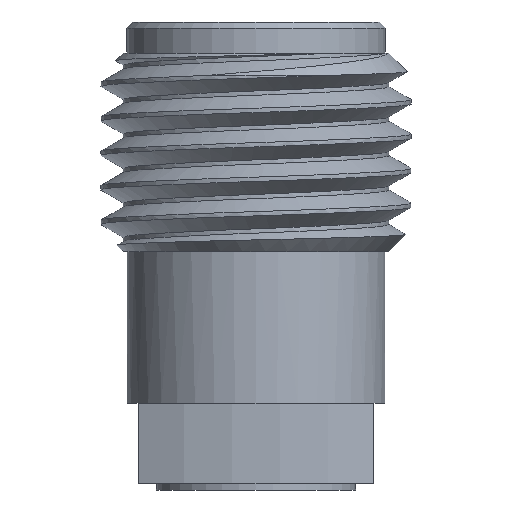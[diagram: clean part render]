
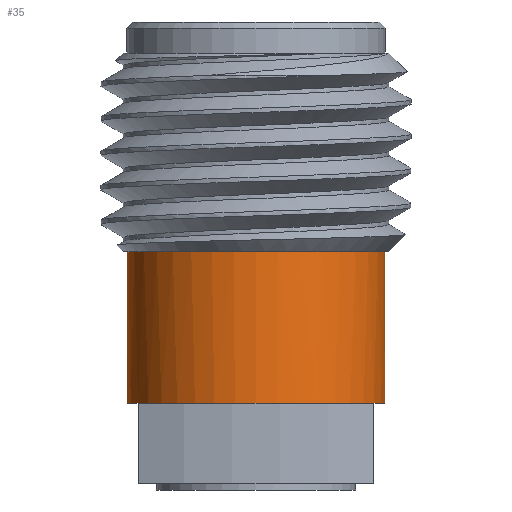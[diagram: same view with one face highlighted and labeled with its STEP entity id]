
A CAD part, front view. The second image highlights one B-rep face of the part: STEP entity #35.
In plain terms, the highlighted cylindrical face has radius 2.65 mm (diameter 5.3 mm), a full revolution.
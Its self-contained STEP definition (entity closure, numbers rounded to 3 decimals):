
#35 = ADVANCED_FACE ( 'NONE', ( #2027, #129 ), #2961, .T. ) ;
#38 = CARTESIAN_POINT ( 'NONE',  ( -2.415, -1.091, 0. ) ) ;
#58 = CARTESIAN_POINT ( 'NONE',  ( 0., 0., 0. ) ) ;
#72 = CARTESIAN_POINT ( 'NONE',  ( 2.415, 1.091, 0. ) ) ;
#92 = CARTESIAN_POINT ( 'NONE',  ( 0., 0., 0. ) ) ;
#129 = FACE_OUTER_BOUND ( 'NONE', #1440, .T. ) ;
#171 = CARTESIAN_POINT ( 'NONE',  ( 0., 0., 7.8 ) ) ;
#222 = DIRECTION ( 'NONE',  ( 0., -1., 0. ) ) ;
#248 = CARTESIAN_POINT ( 'NONE',  ( 0., -2.65, 3.101 ) ) ;
#270 = ORIENTED_EDGE ( 'NONE', *, *, #1494, .T. ) ;
#339 = AXIS2_PLACEMENT_3D ( 'NONE', #58, #741, #1185 ) ;
#386 = CIRCLE ( 'NONE', #3026, 2.65 ) ;
#449 = CARTESIAN_POINT ( 'NONE',  ( 0., 0., 0. ) ) ;
#485 = CARTESIAN_POINT ( 'NONE',  ( 0., 0., 0. ) ) ;
#558 = DIRECTION ( 'NONE',  ( 0., -1., 0. ) ) ;
#571 = ORIENTED_EDGE ( 'NONE', *, *, #1558, .T. ) ;
#587 = DIRECTION ( 'NONE',  ( 0., 0., 1. ) ) ;
#602 = DIRECTION ( 'NONE',  ( 0., -1., 0. ) ) ;
#725 = ORIENTED_EDGE ( 'NONE', *, *, #2517, .T. ) ;
#738 = VERTEX_POINT ( 'NONE', #2177 ) ;
#741 = DIRECTION ( 'NONE',  ( 0., 0., 1. ) ) ;
#764 = CARTESIAN_POINT ( 'NONE',  ( -2.415, 1.091, 0. ) ) ;
#816 = AXIS2_PLACEMENT_3D ( 'NONE', #449, #2326, #2394 ) ;
#916 = VERTEX_POINT ( 'NONE', #38 ) ;
#970 = CIRCLE ( 'NONE', #2588, 2.65 ) ;
#1165 = VERTEX_POINT ( 'NONE', #764 ) ;
#1185 = DIRECTION ( 'NONE',  ( 0., -1., 0. ) ) ;
#1293 = CARTESIAN_POINT ( 'NONE',  ( 0., 0., 3.101 ) ) ;
#1382 = ORIENTED_EDGE ( 'NONE', *, *, #1712, .F. ) ;
#1440 = EDGE_LOOP ( 'NONE', ( #725, #270, #1894, #571 ) ) ;
#1476 = DIRECTION ( 'NONE',  ( 0., 0., 1. ) ) ;
#1494 = EDGE_CURVE ( 'NONE', #1596, #1165, #2594, .T. ) ;
#1558 = EDGE_CURVE ( 'NONE', #916, #738, #386, .T. ) ;
#1596 = VERTEX_POINT ( 'NONE', #72 ) ;
#1649 = CIRCLE ( 'NONE', #816, 2.65 ) ;
#1712 = EDGE_CURVE ( 'NONE', #2352, #2352, #970, .T. ) ;
#1894 = ORIENTED_EDGE ( 'NONE', *, *, #2480, .T. ) ;
#2027 = FACE_OUTER_BOUND ( 'NONE', #2483, .T. ) ;
#2177 = CARTESIAN_POINT ( 'NONE',  ( 2.415, -1.091, 0. ) ) ;
#2326 = DIRECTION ( 'NONE',  ( 0., 0., 1. ) ) ;
#2352 = VERTEX_POINT ( 'NONE', #248 ) ;
#2394 = DIRECTION ( 'NONE',  ( 0., -1., 0. ) ) ;
#2403 = DIRECTION ( 'NONE',  ( 0., -1., 0. ) ) ;
#2437 = AXIS2_PLACEMENT_3D ( 'NONE', #92, #1476, #222 ) ;
#2480 = EDGE_CURVE ( 'NONE', #1165, #916, #2880, .T. ) ;
#2483 = EDGE_LOOP ( 'NONE', ( #1382 ) ) ;
#2517 = EDGE_CURVE ( 'NONE', #738, #1596, #1649, .T. ) ;
#2588 = AXIS2_PLACEMENT_3D ( 'NONE', #1293, #2710, #558 ) ;
#2594 = CIRCLE ( 'NONE', #339, 2.65 ) ;
#2603 = AXIS2_PLACEMENT_3D ( 'NONE', #171, #587, #602 ) ;
#2710 = DIRECTION ( 'NONE',  ( 0., 0., 1. ) ) ;
#2818 = DIRECTION ( 'NONE',  ( 0., 0., 1. ) ) ;
#2880 = CIRCLE ( 'NONE', #2437, 2.65 ) ;
#2961 = CYLINDRICAL_SURFACE ( 'NONE', #2603, 2.65 ) ;
#3026 = AXIS2_PLACEMENT_3D ( 'NONE', #485, #2818, #2403 ) ;
